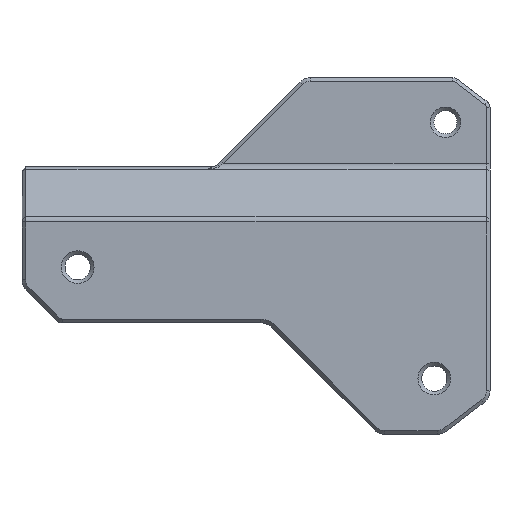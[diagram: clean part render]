
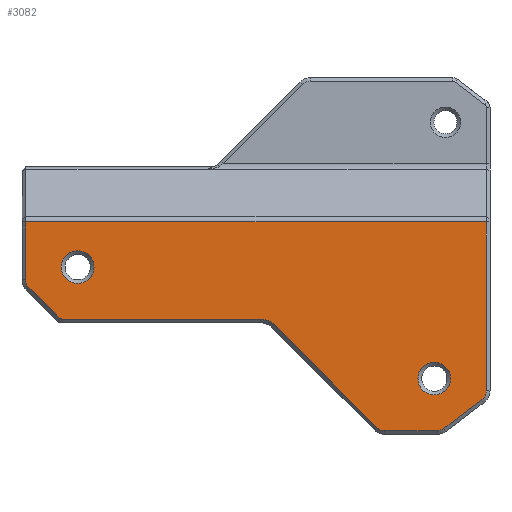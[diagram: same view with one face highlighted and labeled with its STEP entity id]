
A CAD part, left-side view. The second image highlights one B-rep face of the part: STEP entity #3082.
In plain terms, the highlighted planar face has unit normal (-1, 0, 0).
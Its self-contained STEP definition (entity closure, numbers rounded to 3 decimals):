
#63=FACE_BOUND('',#1148,.T.);
#64=FACE_BOUND('',#1149,.T.);
#93=CIRCLE('',#3290,2.2);
#94=CIRCLE('',#3292,1.5);
#95=CIRCLE('',#3293,0.5);
#96=CIRCLE('',#3294,2.5);
#97=CIRCLE('',#3295,1.5);
#98=CIRCLE('',#3296,1.5);
#99=CIRCLE('',#3297,1.5);
#100=CIRCLE('',#3298,2.2);
#247=LINE('',#5287,#561);
#248=LINE('',#5289,#562);
#249=LINE('',#5293,#563);
#250=LINE('',#5297,#564);
#251=LINE('',#5301,#565);
#252=LINE('',#5305,#566);
#253=LINE('',#5309,#567);
#254=LINE('',#5312,#568);
#561=VECTOR('',#3626,1.);
#562=VECTOR('',#3627,1.);
#563=VECTOR('',#3630,1.);
#564=VECTOR('',#3633,1.);
#565=VECTOR('',#3636,1.);
#566=VECTOR('',#3639,1.);
#567=VECTOR('',#3642,1.);
#568=VECTOR('',#3645,1.);
#857=PLANE('',#3291);
#959=FACE_OUTER_BOUND('',#1147,.T.);
#1147=EDGE_LOOP('',(#2172,#2173,#2174,#2175,#2176,#2177,#2178,#2179,#2180,
#2181,#2182,#2183,#2184,#2185));
#1148=EDGE_LOOP('',(#2186));
#1149=EDGE_LOOP('',(#2187));
#1408=VERTEX_POINT('',#5281);
#1409=VERTEX_POINT('',#5285);
#1410=VERTEX_POINT('',#5286);
#1411=VERTEX_POINT('',#5288);
#1412=VERTEX_POINT('',#5290);
#1413=VERTEX_POINT('',#5292);
#1414=VERTEX_POINT('',#5294);
#1415=VERTEX_POINT('',#5296);
#1416=VERTEX_POINT('',#5298);
#1417=VERTEX_POINT('',#5300);
#1418=VERTEX_POINT('',#5302);
#1419=VERTEX_POINT('',#5304);
#1420=VERTEX_POINT('',#5306);
#1421=VERTEX_POINT('',#5308);
#1422=VERTEX_POINT('',#5310);
#1423=VERTEX_POINT('',#5313);
#1696=EDGE_CURVE('',#1408,#1408,#93,.T.);
#1697=EDGE_CURVE('',#1409,#1410,#247,.T.);
#1698=EDGE_CURVE('',#1410,#1411,#248,.T.);
#1699=EDGE_CURVE('',#1411,#1412,#94,.T.);
#1700=EDGE_CURVE('',#1412,#1413,#249,.T.);
#1701=EDGE_CURVE('',#1413,#1414,#95,.T.);
#1702=EDGE_CURVE('',#1414,#1415,#250,.T.);
#1703=EDGE_CURVE('',#1415,#1416,#96,.T.);
#1704=EDGE_CURVE('',#1416,#1417,#251,.T.);
#1705=EDGE_CURVE('',#1417,#1418,#97,.T.);
#1706=EDGE_CURVE('',#1418,#1419,#252,.T.);
#1707=EDGE_CURVE('',#1419,#1420,#98,.T.);
#1708=EDGE_CURVE('',#1420,#1421,#253,.T.);
#1709=EDGE_CURVE('',#1421,#1422,#99,.T.);
#1710=EDGE_CURVE('',#1422,#1409,#254,.T.);
#1711=EDGE_CURVE('',#1423,#1423,#100,.T.);
#2172=ORIENTED_EDGE('',*,*,#1697,.T.);
#2173=ORIENTED_EDGE('',*,*,#1698,.T.);
#2174=ORIENTED_EDGE('',*,*,#1699,.T.);
#2175=ORIENTED_EDGE('',*,*,#1700,.T.);
#2176=ORIENTED_EDGE('',*,*,#1701,.T.);
#2177=ORIENTED_EDGE('',*,*,#1702,.T.);
#2178=ORIENTED_EDGE('',*,*,#1703,.T.);
#2179=ORIENTED_EDGE('',*,*,#1704,.T.);
#2180=ORIENTED_EDGE('',*,*,#1705,.T.);
#2181=ORIENTED_EDGE('',*,*,#1706,.T.);
#2182=ORIENTED_EDGE('',*,*,#1707,.T.);
#2183=ORIENTED_EDGE('',*,*,#1708,.T.);
#2184=ORIENTED_EDGE('',*,*,#1709,.T.);
#2185=ORIENTED_EDGE('',*,*,#1710,.T.);
#2186=ORIENTED_EDGE('',*,*,#1711,.T.);
#2187=ORIENTED_EDGE('',*,*,#1696,.T.);
#3082=ADVANCED_FACE('',(#959,#63,#64),#857,.F.);
#3290=AXIS2_PLACEMENT_3D('',#5283,#3622,#3623);
#3291=AXIS2_PLACEMENT_3D('',#5284,#3624,#3625);
#3292=AXIS2_PLACEMENT_3D('',#5291,#3628,#3629);
#3293=AXIS2_PLACEMENT_3D('',#5295,#3631,#3632);
#3294=AXIS2_PLACEMENT_3D('',#5299,#3634,#3635);
#3295=AXIS2_PLACEMENT_3D('',#5303,#3637,#3638);
#3296=AXIS2_PLACEMENT_3D('',#5307,#3640,#3641);
#3297=AXIS2_PLACEMENT_3D('',#5311,#3643,#3644);
#3298=AXIS2_PLACEMENT_3D('',#5314,#3646,#3647);
#3622=DIRECTION('center_axis',(1.,0.,0.));
#3623=DIRECTION('ref_axis',(0.,0.,1.));
#3624=DIRECTION('center_axis',(1.,0.,0.));
#3625=DIRECTION('ref_axis',(0.,0.,
-1.));
#3626=DIRECTION('',(0.,1.,0.));
#3627=DIRECTION('',(0.,0.,-1.));
#3628=DIRECTION('center_axis',(-1.,0.,0.));
#3629=DIRECTION('ref_axis',(0.,1.,0.));
#3630=DIRECTION('',(0.,-0.707,-0.707));
#3631=DIRECTION('center_axis',(-1.,0.,0.));
#3632=DIRECTION('ref_axis',(0.,1.,0.));
#3633=DIRECTION('',(0.,-1.,0.));
#3634=DIRECTION('center_axis',(1.,0.,0.));
#3635=DIRECTION('ref_axis',(0.,1.,0.));
#3636=DIRECTION('',(0.,-0.707,-0.707));
#3637=DIRECTION('center_axis',(-1.,0.,0.));
#3638=DIRECTION('ref_axis',(0.,1.,0.));
#3639=DIRECTION('',(0.,-1.,0.));
#3640=DIRECTION('center_axis',(-1.,0.,0.));
#3641=DIRECTION('ref_axis',(0.,1.,0.));
#3642=DIRECTION('',(0.,-0.799,0.602));
#3643=DIRECTION('center_axis',(-1.,0.,0.));
#3644=DIRECTION('ref_axis',(0.,1.,0.));
#3645=DIRECTION('',(0.,0.,1.));
#3646=DIRECTION('center_axis',(1.,0.,0.));
#3647=DIRECTION('ref_axis',(0.,0.,
-1.));
#5281=CARTESIAN_POINT('',(-6.5,7.5,-20.8));
#5283=CARTESIAN_POINT('Origin',(-6.5,7.5,-23.));
#5284=CARTESIAN_POINT('Origin',(-6.5,31.5,-14.75));
#5285=CARTESIAN_POINT('',(-6.5,0.5,-1.914));
#5286=CARTESIAN_POINT('',(-6.5,62.5,-1.914));
#5287=CARTESIAN_POINT('',(-6.5,31.5,-1.914));
#5288=CARTESIAN_POINT('',(-6.5,62.5,-9.672));
#5289=CARTESIAN_POINT('',(-6.5,62.5,-14.75));
#5290=CARTESIAN_POINT('',(-6.5,62.061,-10.732));
#5291=CARTESIAN_POINT('Origin',(-6.5,61.,-9.672));
#5292=CARTESIAN_POINT('',(-6.5,57.939,-14.854));
#5293=CARTESIAN_POINT('',(-6.5,44.771,-28.021));
#5294=CARTESIAN_POINT('',(-6.5,57.586,-15.));
#5295=CARTESIAN_POINT('Origin',(-6.5,57.586,-14.5));
#5296=CARTESIAN_POINT('',(-6.5,30.828,-15.));
#5297=CARTESIAN_POINT('',(-6.5,30.828,-15.));
#5298=CARTESIAN_POINT('',(-6.5,29.061,-15.732));
#5299=CARTESIAN_POINT('Origin',(-6.5,30.828,-17.5));
#5300=CARTESIAN_POINT('',(-6.5,15.232,-29.561));
#5301=CARTESIAN_POINT('',(-6.5,30.771,-14.021));
#5302=CARTESIAN_POINT('',(-6.5,14.172,-30.));
#5303=CARTESIAN_POINT('Origin',(-6.5,14.172,-28.5));
#5304=CARTESIAN_POINT('',(-6.5,7.113,-30.));
#5305=CARTESIAN_POINT('',(-6.5,31.5,-30.));
#5306=CARTESIAN_POINT('',(-6.5,6.21,-29.698));
#5307=CARTESIAN_POINT('Origin',(-6.5,7.113,-28.5));
#5308=CARTESIAN_POINT('',(-6.5,1.097,-25.845));
#5309=CARTESIAN_POINT('',(-6.5,11.943,-34.018));
#5310=CARTESIAN_POINT('',(-6.5,0.5,-24.647));
#5311=CARTESIAN_POINT('Origin',(-6.5,2.,-24.647));
#5312=CARTESIAN_POINT('',(-6.5,0.5,-1.914));
#5313=CARTESIAN_POINT('',(-6.5,55.5,-10.2));
#5314=CARTESIAN_POINT('Origin',(-6.5,55.5,-8.));
